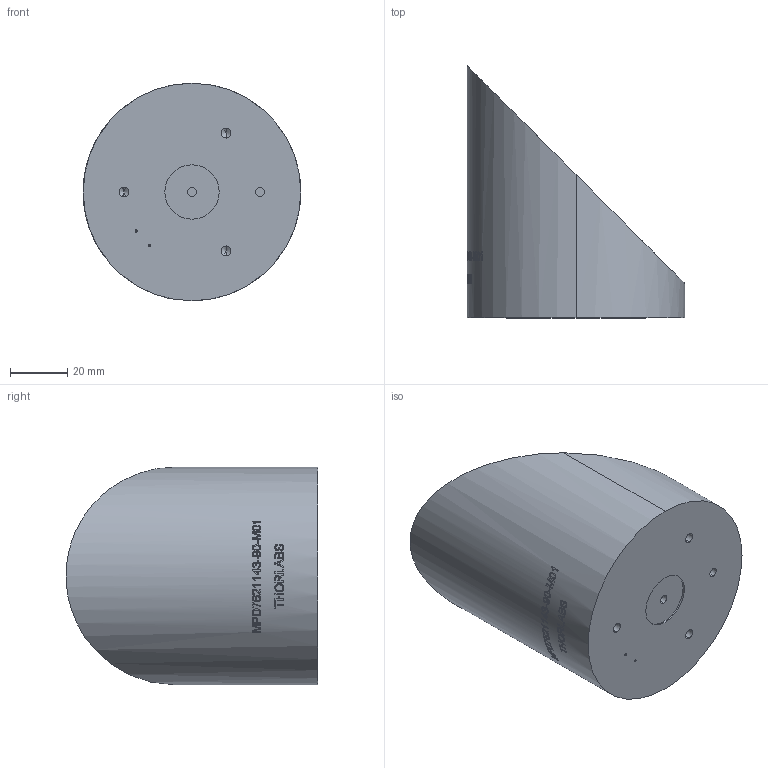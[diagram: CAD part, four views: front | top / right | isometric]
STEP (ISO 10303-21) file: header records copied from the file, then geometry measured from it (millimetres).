
FILE_DESCRIPTION (( 'STEP AP203' ), '1' );
FILE_NAME ('24806-E0W.STEP', '2014-09-08T18:20:50', ( 'admin' ), ( '' ), 'SwSTEP 2.0', 'SolidWorks 2014', '' );
FILE_SCHEMA (( 'CONFIG_CONTROL_DESIGN' ));
Length unit declared in the file: inch
Products named in the file (1): 24806-E0W
Bounding box: 76.2 x 88.2 x 76.2 mm (x, y, z)
Volume: 220753.5 mm3; surface area: 23436 mm2
Topology: 1 solids, 1 shells, 67 faces, 359 edges, 329 vertices
Faces by surface type: cylinder 51, cone 10, plane 4, bspline 2
Entity records: 7840 total; most frequent: CARTESIAN_POINT 5016, ORIENTED_EDGE 698, DIRECTION 414, EDGE_CURVE 349, VERTEX_POINT 329, B_SPLINE_CURVE_WITH_KNOTS 169, AXIS2_PLACEMENT_3D 168, EDGE_LOOP 112
